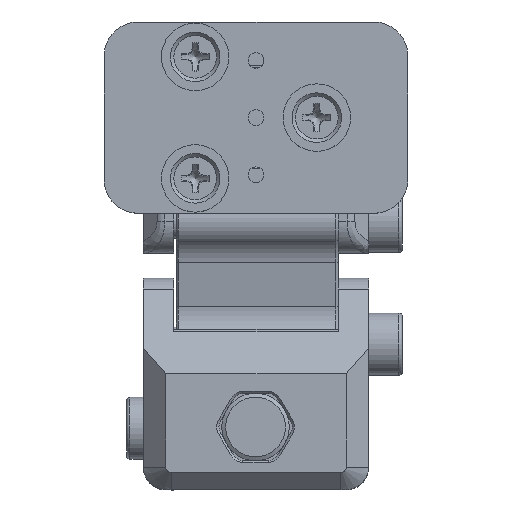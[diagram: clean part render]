
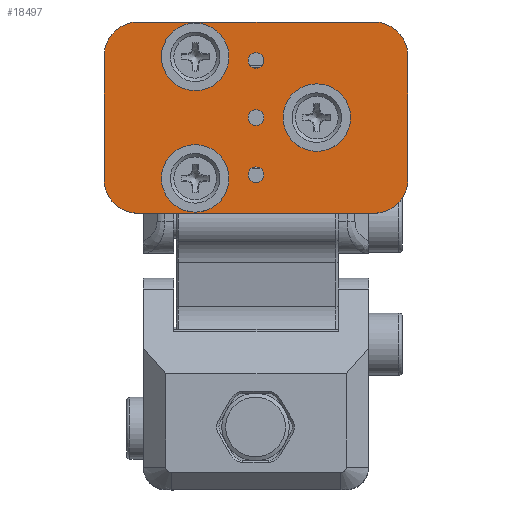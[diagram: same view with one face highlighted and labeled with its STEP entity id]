
A CAD part, top view. The second image highlights one B-rep face of the part: STEP entity #18497.
In plain terms, the highlighted planar face has unit normal (0, 0, 1).
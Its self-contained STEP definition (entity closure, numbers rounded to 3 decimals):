
#1774=CIRCLE('',#20256,1.2);
#1775=CIRCLE('',#20257,1.2);
#1776=CIRCLE('',#20258,1.2);
#1777=CIRCLE('',#20259,0.7);
#1778=CIRCLE('',#20260,0.7);
#1779=CIRCLE('',#20261,0.7);
#1780=CIRCLE('',#20262,3.);
#1781=CIRCLE('',#20263,3.);
#1782=CIRCLE('',#20264,3.);
#1783=CIRCLE('',#20265,3.);
#5258=ORIENTED_EDGE('',*,*,#9163,.T.);
#5259=ORIENTED_EDGE('',*,*,#9164,.T.);
#5260=ORIENTED_EDGE('',*,*,#9165,.T.);
#5261=ORIENTED_EDGE('',*,*,#9166,.T.);
#5262=ORIENTED_EDGE('',*,*,#9167,.T.);
#5263=ORIENTED_EDGE('',*,*,#9168,.T.);
#5264=ORIENTED_EDGE('',*,*,#9169,.F.);
#5265=ORIENTED_EDGE('',*,*,#9170,.F.);
#5266=ORIENTED_EDGE('',*,*,#9171,.F.);
#5267=ORIENTED_EDGE('',*,*,#9172,.F.);
#5268=ORIENTED_EDGE('',*,*,#9173,.F.);
#5269=ORIENTED_EDGE('',*,*,#9174,.F.);
#5270=ORIENTED_EDGE('',*,*,#9175,.F.);
#5271=ORIENTED_EDGE('',*,*,#9176,.F.);
#9163=EDGE_CURVE('',#11323,#11323,#1774,.T.);
#9164=EDGE_CURVE('',#11324,#11324,#1775,.T.);
#9165=EDGE_CURVE('',#11325,#11325,#1776,.T.);
#9166=EDGE_CURVE('',#11326,#11326,#1777,.T.);
#9167=EDGE_CURVE('',#11327,#11327,#1778,.T.);
#9168=EDGE_CURVE('',#11328,#11328,#1779,.T.);
#9169=EDGE_CURVE('',#11329,#11330,#1780,.T.);
#9170=EDGE_CURVE('',#11331,#11329,#12754,.T.);
#9171=EDGE_CURVE('',#11332,#11331,#1781,.T.);
#9172=EDGE_CURVE('',#11333,#11332,#12755,.T.);
#9173=EDGE_CURVE('',#11334,#11333,#1782,.T.);
#9174=EDGE_CURVE('',#11335,#11334,#12756,.T.);
#9175=EDGE_CURVE('',#11336,#11335,#1783,.T.);
#9176=EDGE_CURVE('',#11330,#11336,#12757,.T.);
#11323=VERTEX_POINT('',#31700);
#11324=VERTEX_POINT('',#31702);
#11325=VERTEX_POINT('',#31704);
#11326=VERTEX_POINT('',#31706);
#11327=VERTEX_POINT('',#31708);
#11328=VERTEX_POINT('',#31710);
#11329=VERTEX_POINT('',#31712);
#11330=VERTEX_POINT('',#31713);
#11331=VERTEX_POINT('',#31715);
#11332=VERTEX_POINT('',#31717);
#11333=VERTEX_POINT('',#31719);
#11334=VERTEX_POINT('',#31721);
#11335=VERTEX_POINT('',#31723);
#11336=VERTEX_POINT('',#31725);
#12754=LINE('',#31714,#14123);
#12755=LINE('',#31718,#14124);
#12756=LINE('',#31722,#14125);
#12757=LINE('',#31726,#14126);
#14123=VECTOR('',#23570,1000.);
#14124=VECTOR('',#23573,1000.);
#14125=VECTOR('',#23576,1000.);
#14126=VECTOR('',#23579,1000.);
#15281=EDGE_LOOP('',(#5258));
#15282=EDGE_LOOP('',(#5259));
#15283=EDGE_LOOP('',(#5260));
#15284=EDGE_LOOP('',(#5261));
#15285=EDGE_LOOP('',(#5262));
#15286=EDGE_LOOP('',(#5263));
#15287=EDGE_LOOP('',(#5264,#5265,#5266,#5267,#5268,#5269,#5270,#5271));
#16731=FACE_BOUND('',#15281,.T.);
#16732=FACE_BOUND('',#15282,.T.);
#16733=FACE_BOUND('',#15283,.T.);
#16734=FACE_BOUND('',#15284,.T.);
#16735=FACE_BOUND('',#15285,.T.);
#16736=FACE_BOUND('',#15286,.T.);
#16737=FACE_BOUND('',#15287,.T.);
#17807=PLANE('',#20255);
#18497=ADVANCED_FACE('',(#16731,#16732,#16733,#16734,#16735,#16736,#16737),
#17807,.T.);
#20255=AXIS2_PLACEMENT_3D('',#31698,#23554,#23555);
#20256=AXIS2_PLACEMENT_3D('',#31699,#23556,#23557);
#20257=AXIS2_PLACEMENT_3D('',#31701,#23558,#23559);
#20258=AXIS2_PLACEMENT_3D('',#31703,#23560,#23561);
#20259=AXIS2_PLACEMENT_3D('',#31705,#23562,#23563);
#20260=AXIS2_PLACEMENT_3D('',#31707,#23564,#23565);
#20261=AXIS2_PLACEMENT_3D('',#31709,#23566,#23567);
#20262=AXIS2_PLACEMENT_3D('',#31711,#23568,#23569);
#20263=AXIS2_PLACEMENT_3D('',#31716,#23571,#23572);
#20264=AXIS2_PLACEMENT_3D('',#31720,#23574,#23575);
#20265=AXIS2_PLACEMENT_3D('',#31724,#23577,#23578);
#23554=DIRECTION('',(0.,0.,1.));
#23555=DIRECTION('',(1.,0.,0.));
#23556=DIRECTION('',(0.,0.,-1.));
#23557=DIRECTION('',(1.,0.,0.));
#23558=DIRECTION('',(0.,0.,-1.));
#23559=DIRECTION('',(1.,0.,0.));
#23560=DIRECTION('',(0.,0.,-1.));
#23561=DIRECTION('',(1.,0.,0.));
#23562=DIRECTION('',(0.,0.,-1.));
#23563=DIRECTION('',(1.,0.,0.));
#23564=DIRECTION('',(0.,0.,-1.));
#23565=DIRECTION('',(1.,0.,0.));
#23566=DIRECTION('',(0.,0.,-1.));
#23567=DIRECTION('',(1.,0.,0.));
#23568=DIRECTION('',(0.,0.,-1.));
#23569=DIRECTION('',(0.707,0.707,0.));
#23570=DIRECTION('',(1.,0.,0.));
#23571=DIRECTION('',(0.,0.,-1.));
#23572=DIRECTION('',(-0.707,0.707,0.));
#23573=DIRECTION('',(0.,1.,0.));
#23574=DIRECTION('',(0.,0.,-1.));
#23575=DIRECTION('',(-0.707,-0.707,0.));
#23576=DIRECTION('',(-1.,0.,0.));
#23577=DIRECTION('',(0.,0.,-1.));
#23578=DIRECTION('',(0.707,-0.707,0.));
#23579=DIRECTION('',(0.,-1.,0.));
#31698=CARTESIAN_POINT('',(13.5,-8.5,0.));
#31699=CARTESIAN_POINT('',(8.1,-13.9,0.));
#31700=CARTESIAN_POINT('',(9.3,-13.9,0.));
#31701=CARTESIAN_POINT('',(18.9,-8.5,0.));
#31702=CARTESIAN_POINT('',(20.1,-8.5,0.));
#31703=CARTESIAN_POINT('',(8.1,-3.1,0.));
#31704=CARTESIAN_POINT('',(9.3,-3.1,0.));
#31705=CARTESIAN_POINT('',(13.5,-13.58,0.));
#31706=CARTESIAN_POINT('',(14.2,-13.58,0.));
#31707=CARTESIAN_POINT('',(13.5,-3.42,0.));
#31708=CARTESIAN_POINT('',(14.2,-3.42,0.));
#31709=CARTESIAN_POINT('',(13.5,-8.5,0.));
#31710=CARTESIAN_POINT('',(14.2,-8.5,0.));
#31711=CARTESIAN_POINT('',(24.,-3.,0.));
#31712=CARTESIAN_POINT('',(24.,0.,0.));
#31713=CARTESIAN_POINT('',(27.,-3.,0.));
#31714=CARTESIAN_POINT('',(0.,0.,0.));
#31715=CARTESIAN_POINT('',(3.,0.,0.));
#31716=CARTESIAN_POINT('',(3.,-3.,0.));
#31717=CARTESIAN_POINT('',(0.,-3.,0.));
#31718=CARTESIAN_POINT('',(0.,-17.,0.));
#31719=CARTESIAN_POINT('',(0.,-14.,0.));
#31720=CARTESIAN_POINT('',(3.,-14.,0.));
#31721=CARTESIAN_POINT('',(3.,-17.,0.));
#31722=CARTESIAN_POINT('',(27.,-17.,0.));
#31723=CARTESIAN_POINT('',(24.,-17.,0.));
#31724=CARTESIAN_POINT('',(24.,-14.,0.));
#31725=CARTESIAN_POINT('',(27.,-14.,0.));
#31726=CARTESIAN_POINT('',(27.,0.,0.));
